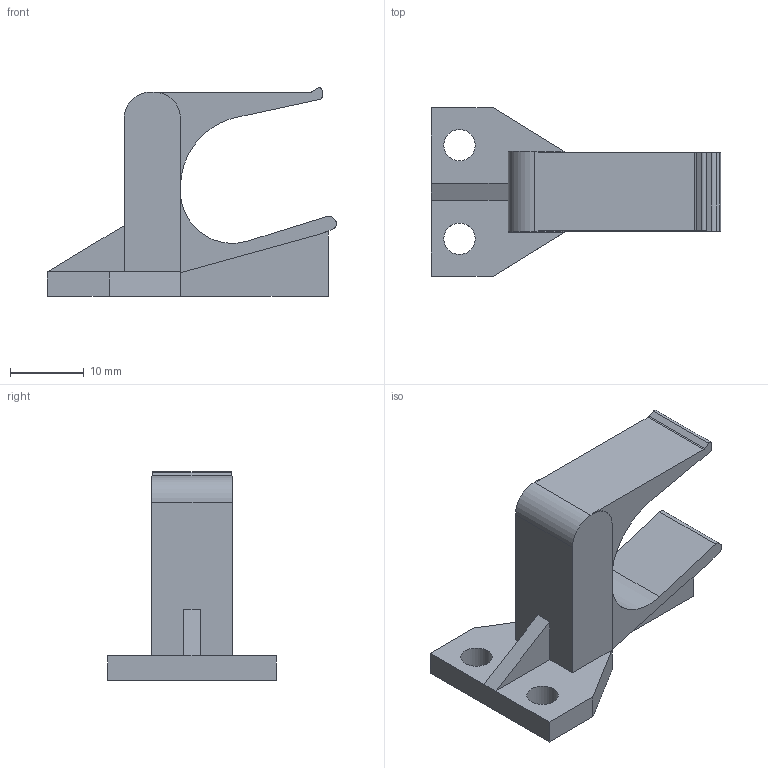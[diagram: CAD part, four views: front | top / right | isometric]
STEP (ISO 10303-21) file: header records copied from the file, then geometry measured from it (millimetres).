
FILE_DESCRIPTION(/* description */ (''),/* implementation_level */ '2;1');
FILE_NAME(/* name */ 'GI0145DD_00.stp',/* time_stamp */ '2016-02-05T08:41:08-05:00',/* author */ (''),/* organization */ (''),/* preprocessor_version */ 'ST-DEVELOPER v15',/* originating_system */ 'SIEMENS PLM Software NX 8.5',/* authorisation */ '');
FILE_SCHEMA (('CONFIG_CONTROL_DESIGN'));
Length unit declared in the file: inch
Products named in the file (1): GI0145DD_00
Bounding box: 39.21 x 22.86 x 28.27 mm (x, y, z)
Volume: 4411.8 mm3; surface area: 3510.9 mm2
Topology: 1 solids, 1 shells, 51 faces, 143 edges, 92 vertices
Faces by surface type: plane 38, cylinder 13
Full cylindrical faces by diameter (mm): 4.267 x2
Entity records: 1713 total; most frequent: CARTESIAN_POINT 285, ORIENTED_EDGE 282, DIRECTION 273, EDGE_CURVE 141, LINE 113, VECTOR 113, VERTEX_POINT 92, AXIS2_PLACEMENT_3D 80
